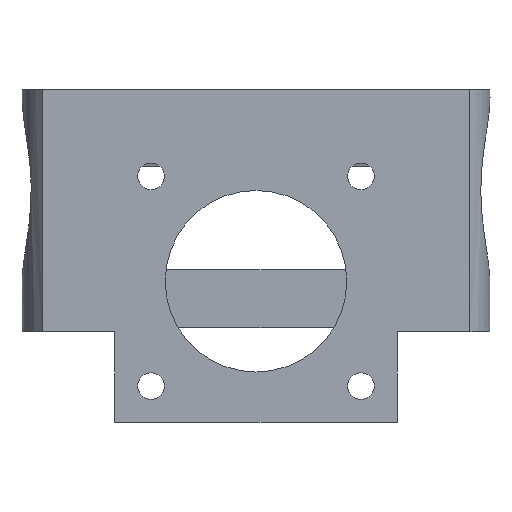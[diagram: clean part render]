
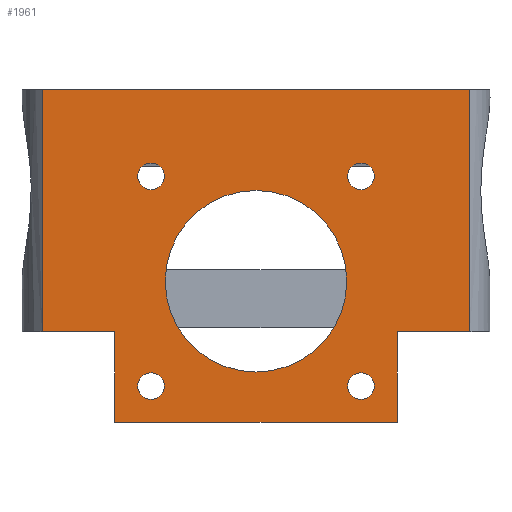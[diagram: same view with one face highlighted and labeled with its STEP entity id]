
A CAD part, front view. The second image highlights one B-rep face of the part: STEP entity #1961.
In plain terms, the highlighted planar face has unit normal (0, -1, 0).
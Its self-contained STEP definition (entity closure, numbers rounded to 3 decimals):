
#2=DIRECTION('',(0.,0.,-1.));
#3=VECTOR('',#2,11.254);
#4=CARTESIAN_POINT('',(-17.5,0.,-6.246));
#5=LINE('',#4,#3);
#6=DIRECTION('',(1.,0.,0.));
#7=VECTOR('',#6,9.);
#8=CARTESIAN_POINT('',(-26.5,0.,-6.246));
#9=LINE('',#8,#7);
#10=DIRECTION('',(0.,0.,-1.));
#11=VECTOR('',#10,30.);
#12=CARTESIAN_POINT('',(-26.5,0.,23.754));
#13=LINE('',#12,#11);
#14=DIRECTION('',(-1.,0.,0.));
#15=VECTOR('',#14,53.);
#16=CARTESIAN_POINT('',(26.5,0.,23.754));
#17=LINE('',#16,#15);
#18=DIRECTION('',(0.,0.,1.));
#19=VECTOR('',#18,30.);
#20=CARTESIAN_POINT('',(26.5,0.,-6.246));
#21=LINE('',#20,#19);
#22=DIRECTION('',(1.,0.,0.));
#23=VECTOR('',#22,9.);
#24=CARTESIAN_POINT('',(17.5,0.,-6.246));
#25=LINE('',#24,#23);
#26=DIRECTION('',(0.,0.,1.));
#27=VECTOR('',#26,11.254);
#28=CARTESIAN_POINT('',(17.5,0.,-17.5));
#29=LINE('',#28,#27);
#30=DIRECTION('',(1.,0.,0.));
#31=VECTOR('',#30,35.);
#32=CARTESIAN_POINT('',(-17.5,0.,-17.5));
#33=LINE('',#32,#31);
#34=CARTESIAN_POINT('',(0.,0.,0.));
#35=DIRECTION('',(0.,1.,0.));
#36=DIRECTION('',(-1.,0.,0.));
#37=AXIS2_PLACEMENT_3D('',#34,#35,#36);
#39=CARTESIAN_POINT('',(0.,0.,0.));
#40=DIRECTION('',(0.,1.,0.));
#41=DIRECTION('',(1.,0.,0.));
#42=AXIS2_PLACEMENT_3D('',#39,#40,#41);
#44=CARTESIAN_POINT('',(-13.,0.,-13.));
#45=DIRECTION('',(0.,1.,0.));
#46=DIRECTION('',(-1.,0.,0.));
#47=AXIS2_PLACEMENT_3D('',#44,#45,#46);
#49=CARTESIAN_POINT('',(-13.,0.,-13.));
#50=DIRECTION('',(0.,1.,0.));
#51=DIRECTION('',(1.,0.,0.));
#52=AXIS2_PLACEMENT_3D('',#49,#50,#51);
#54=CARTESIAN_POINT('',(-13.,0.,13.));
#55=DIRECTION('',(0.,1.,0.));
#56=DIRECTION('',(0.,0.,1.));
#57=AXIS2_PLACEMENT_3D('',#54,#55,#56);
#59=CARTESIAN_POINT('',(-13.,0.,13.));
#60=DIRECTION('',(0.,1.,0.));
#61=DIRECTION('',(0.,0.,-1.));
#62=AXIS2_PLACEMENT_3D('',#59,#60,#61);
#64=CARTESIAN_POINT('',(13.,0.,13.));
#65=DIRECTION('',(0.,1.,0.));
#66=DIRECTION('',(1.,0.,0.));
#67=AXIS2_PLACEMENT_3D('',#64,#65,#66);
#69=CARTESIAN_POINT('',(13.,0.,13.));
#70=DIRECTION('',(0.,1.,0.));
#71=DIRECTION('',(-1.,0.,0.));
#72=AXIS2_PLACEMENT_3D('',#69,#70,#71);
#74=CARTESIAN_POINT('',(13.,0.,-13.));
#75=DIRECTION('',(0.,1.,0.));
#76=DIRECTION('',(0.,0.,-1.));
#77=AXIS2_PLACEMENT_3D('',#74,#75,#76);
#79=CARTESIAN_POINT('',(13.,0.,-13.));
#80=DIRECTION('',(0.,1.,0.));
#81=DIRECTION('',(0.,0.,1.));
#82=AXIS2_PLACEMENT_3D('',#79,#80,#81);
#1546=CARTESIAN_POINT('',(-17.5,0.,-6.246));
#1547=CARTESIAN_POINT('',(-17.5,0.,-17.5));
#1548=VERTEX_POINT('',#1546);
#1549=VERTEX_POINT('',#1547);
#1550=CARTESIAN_POINT('',(-26.5,0.,-6.246));
#1551=VERTEX_POINT('',#1550);
#1552=CARTESIAN_POINT('',(-26.5,0.,23.754));
#1553=VERTEX_POINT('',#1552);
#1554=CARTESIAN_POINT('',(26.5,0.,23.754));
#1555=VERTEX_POINT('',#1554);
#1556=CARTESIAN_POINT('',(26.5,0.,-6.246));
#1557=VERTEX_POINT('',#1556);
#1558=CARTESIAN_POINT('',(17.5,0.,-6.246));
#1559=VERTEX_POINT('',#1558);
#1560=CARTESIAN_POINT('',(17.5,0.,-17.5));
#1561=VERTEX_POINT('',#1560);
#1644=CARTESIAN_POINT('',(-11.25,0.,0.));
#1645=CARTESIAN_POINT('',(11.25,0.,0.));
#1646=VERTEX_POINT('',#1644);
#1647=VERTEX_POINT('',#1645);
#1652=CARTESIAN_POINT('',(-14.65,0.,-13.));
#1653=CARTESIAN_POINT('',(-11.35,0.,-13.));
#1654=VERTEX_POINT('',#1652);
#1655=VERTEX_POINT('',#1653);
#1660=CARTESIAN_POINT('',(-13.,0.,14.65));
#1661=CARTESIAN_POINT('',(-13.,0.,11.35));
#1662=VERTEX_POINT('',#1660);
#1663=VERTEX_POINT('',#1661);
#1668=CARTESIAN_POINT('',(14.65,0.,13.));
#1669=CARTESIAN_POINT('',(11.35,0.,13.));
#1670=VERTEX_POINT('',#1668);
#1671=VERTEX_POINT('',#1669);
#1674=CARTESIAN_POINT('',(13.,0.,-14.65));
#1675=CARTESIAN_POINT('',(13.,0.,-11.35));
#1676=VERTEX_POINT('',#1674);
#1677=VERTEX_POINT('',#1675);
#1908=CARTESIAN_POINT('',(0.,0.,0.));
#1909=DIRECTION('',(0.,1.,0.));
#1910=DIRECTION('',(1.,0.,0.));
#1911=AXIS2_PLACEMENT_3D('',#1908,#1909,#1910);
#1912=PLANE('',#1911);
#1914=ORIENTED_EDGE('',*,*,#1913,.F.);
#1916=ORIENTED_EDGE('',*,*,#1915,.F.);
#1918=ORIENTED_EDGE('',*,*,#1917,.F.);
#1920=ORIENTED_EDGE('',*,*,#1919,.F.);
#1922=ORIENTED_EDGE('',*,*,#1921,.F.);
#1924=ORIENTED_EDGE('',*,*,#1923,.F.);
#1926=ORIENTED_EDGE('',*,*,#1925,.F.);
#1928=ORIENTED_EDGE('',*,*,#1927,.F.);
#1929=EDGE_LOOP('',(#1914,#1916,#1918,#1920,#1922,#1924,#1926,#1928));
#1930=FACE_OUTER_BOUND('',#1929,.F.);
#1932=ORIENTED_EDGE('',*,*,#1931,.F.);
#1934=ORIENTED_EDGE('',*,*,#1933,.F.);
#1935=EDGE_LOOP('',(#1932,#1934));
#1936=FACE_BOUND('',#1935,.F.);
#1938=ORIENTED_EDGE('',*,*,#1937,.F.);
#1940=ORIENTED_EDGE('',*,*,#1939,.F.);
#1941=EDGE_LOOP('',(#1938,#1940));
#1942=FACE_BOUND('',#1941,.F.);
#1944=ORIENTED_EDGE('',*,*,#1943,.F.);
#1946=ORIENTED_EDGE('',*,*,#1945,.F.);
#1947=EDGE_LOOP('',(#1944,#1946));
#1948=FACE_BOUND('',#1947,.F.);
#1950=ORIENTED_EDGE('',*,*,#1949,.F.);
#1952=ORIENTED_EDGE('',*,*,#1951,.F.);
#1953=EDGE_LOOP('',(#1950,#1952));
#1954=FACE_BOUND('',#1953,.F.);
#1956=ORIENTED_EDGE('',*,*,#1955,.F.);
#1958=ORIENTED_EDGE('',*,*,#1957,.F.);
#1959=EDGE_LOOP('',(#1956,#1958));
#1960=FACE_BOUND('',#1959,.F.);
#1961=ADVANCED_FACE('',(#1930,#1936,#1942,#1948,#1954,#1960),#1912,.F.);
#38=CIRCLE('',#37,11.25);
#43=CIRCLE('',#42,11.25);
#48=CIRCLE('',#47,1.65);
#53=CIRCLE('',#52,1.65);
#58=CIRCLE('',#57,1.65);
#63=CIRCLE('',#62,1.65);
#68=CIRCLE('',#67,1.65);
#73=CIRCLE('',#72,1.65);
#78=CIRCLE('',#77,1.65);
#83=CIRCLE('',#82,1.65);
#1913=EDGE_CURVE('',#1548,#1549,#5,.T.);
#1915=EDGE_CURVE('',#1551,#1548,#9,.T.);
#1917=EDGE_CURVE('',#1553,#1551,#13,.T.);
#1919=EDGE_CURVE('',#1555,#1553,#17,.T.);
#1921=EDGE_CURVE('',#1557,#1555,#21,.T.);
#1923=EDGE_CURVE('',#1559,#1557,#25,.T.);
#1925=EDGE_CURVE('',#1561,#1559,#29,.T.);
#1927=EDGE_CURVE('',#1549,#1561,#33,.T.);
#1931=EDGE_CURVE('',#1646,#1647,#38,.T.);
#1933=EDGE_CURVE('',#1647,#1646,#43,.T.);
#1937=EDGE_CURVE('',#1654,#1655,#48,.T.);
#1939=EDGE_CURVE('',#1655,#1654,#53,.T.);
#1943=EDGE_CURVE('',#1662,#1663,#58,.T.);
#1945=EDGE_CURVE('',#1663,#1662,#63,.T.);
#1949=EDGE_CURVE('',#1670,#1671,#68,.T.);
#1951=EDGE_CURVE('',#1671,#1670,#73,.T.);
#1955=EDGE_CURVE('',#1676,#1677,#78,.T.);
#1957=EDGE_CURVE('',#1677,#1676,#83,.T.);
